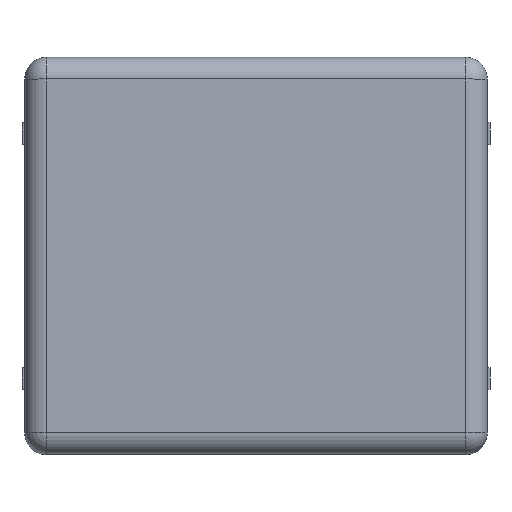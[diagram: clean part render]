
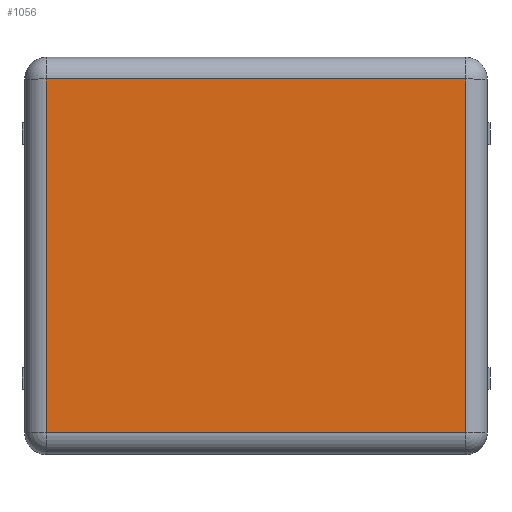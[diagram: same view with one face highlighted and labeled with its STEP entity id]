
A CAD part, top view. The second image highlights one B-rep face of the part: STEP entity #1056.
In plain terms, the highlighted planar face has unit normal (0, 0, 1).
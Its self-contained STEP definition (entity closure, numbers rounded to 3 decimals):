
#492 = VERTEX_POINT('',#493);
#493 = CARTESIAN_POINT('',(38.5,-32.5,22.4));
#500 = EDGE_CURVE('',#492,#501,#503,.T.);
#501 = VERTEX_POINT('',#502);
#502 = CARTESIAN_POINT('',(38.5,32.5,22.4));
#503 = LINE('',#504,#505);
#504 = CARTESIAN_POINT('',(38.5,-36.5,22.4));
#505 = VECTOR('',#506,1.);
#506 = DIRECTION('',(0.,1.,0.));
#1056 = ADVANCED_FACE('',(#1057),#1082,.F.);
#1057 = FACE_BOUND('',#1058,.F.);
#1058 = EDGE_LOOP('',(#1059,#1060,#1068,#1076));
#1059 = ORIENTED_EDGE('',*,*,#500,.F.);
#1060 = ORIENTED_EDGE('',*,*,#1061,.T.);
#1061 = EDGE_CURVE('',#492,#1062,#1064,.T.);
#1062 = VERTEX_POINT('',#1063);
#1063 = CARTESIAN_POINT('',(-38.5,-32.5,22.4));
#1064 = LINE('',#1065,#1066);
#1065 = CARTESIAN_POINT('',(42.5,-32.5,22.4));
#1066 = VECTOR('',#1067,1.);
#1067 = DIRECTION('',(-1.,0.,0.));
#1068 = ORIENTED_EDGE('',*,*,#1069,.T.);
#1069 = EDGE_CURVE('',#1062,#1070,#1072,.T.);
#1070 = VERTEX_POINT('',#1071);
#1071 = CARTESIAN_POINT('',(-38.5,32.5,22.4));
#1072 = LINE('',#1073,#1074);
#1073 = CARTESIAN_POINT('',(-38.5,-36.5,22.4));
#1074 = VECTOR('',#1075,1.);
#1075 = DIRECTION('',(0.,1.,0.));
#1076 = ORIENTED_EDGE('',*,*,#1077,.F.);
#1077 = EDGE_CURVE('',#501,#1070,#1078,.T.);
#1078 = LINE('',#1079,#1080);
#1079 = CARTESIAN_POINT('',(42.5,32.5,22.4));
#1080 = VECTOR('',#1081,1.);
#1081 = DIRECTION('',(-1.,0.,0.));
#1082 = PLANE('',#1083);
#1083 = AXIS2_PLACEMENT_3D('',#1084,#1085,#1086);
#1084 = CARTESIAN_POINT('',(42.5,-36.5,22.4));
#1085 = DIRECTION('',(0.,0.,-1.));
#1086 = DIRECTION('',(-1.,0.,0.));
